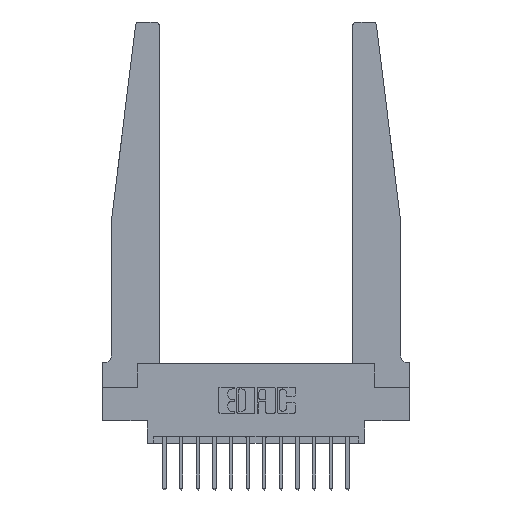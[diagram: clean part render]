
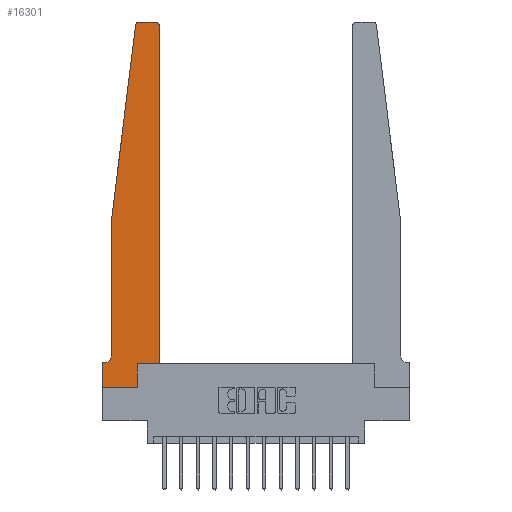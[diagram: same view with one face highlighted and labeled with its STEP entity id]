
A CAD part, top view. The second image highlights one B-rep face of the part: STEP entity #16301.
In plain terms, the highlighted planar face has unit normal (0, 0, 1).
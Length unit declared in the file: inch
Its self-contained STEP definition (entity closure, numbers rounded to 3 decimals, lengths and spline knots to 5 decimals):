
#21 = CARTESIAN_POINT ( 'NONE',  ( 0.425, 0.18, 0.37 ) ) ;
#211 = CIRCLE ( 'NONE', #3041, 0.05 ) ;
#258 = CARTESIAN_POINT ( 'NONE',  ( 0.2605, 0., 0.37 ) ) ;
#500 = ORIENTED_EDGE ( 'NONE', *, *, #8138, .T. ) ;
#516 = PLANE ( 'NONE',  #7715 ) ;
#538 = EDGE_CURVE ( 'NONE', #11180, #10815, #1398, .T. ) ;
#819 = DIRECTION ( 'NONE',  ( 0., 1., 0. ) ) ;
#1313 = CARTESIAN_POINT ( 'NONE',  ( 0.065, 1.25, 0.37 ) ) ;
#1398 = CIRCLE ( 'NONE', #8849, 0.03 ) ;
#1569 = VECTOR ( 'NONE', #11939, 39.37008 ) ;
#1596 = VERTEX_POINT ( 'NONE', #258 ) ;
#1890 = CARTESIAN_POINT ( 'NONE',  ( 0.065, 1.25, 0.37 ) ) ;
#2077 = VECTOR ( 'NONE', #10673, 39.37008 ) ;
#2168 = LINE ( 'NONE', #16294, #12108 ) ;
#2483 = LINE ( 'NONE', #12002, #2077 ) ;
#2594 = CARTESIAN_POINT ( 'NONE',  ( 0.2605, 0.18, 0.37 ) ) ;
#2802 = EDGE_CURVE ( 'NONE', #1596, #13608, #14072, .T. ) ;
#3032 = EDGE_CURVE ( 'NONE', #5438, #11837, #211, .T. ) ;
#3041 = AXIS2_PLACEMENT_3D ( 'NONE', #4389, #13467, #5709 ) ;
#3108 = DIRECTION ( 'NONE',  ( 1., 0., 0. ) ) ;
#3168 = VERTEX_POINT ( 'NONE', #13636 ) ;
#3275 = VECTOR ( 'NONE', #5207, 39.37008 ) ;
#3539 = ORIENTED_EDGE ( 'NONE', *, *, #8816, .T. ) ;
#3623 = ORIENTED_EDGE ( 'NONE', *, *, #3032, .T. ) ;
#3680 = LINE ( 'NONE', #21, #3275 ) ;
#4143 = CARTESIAN_POINT ( 'NONE',  ( 0.25, 2.75, 0.37 ) ) ;
#4318 = VECTOR ( 'NONE', #13451, 39.37008 ) ;
#4389 = CARTESIAN_POINT ( 'NONE',  ( 0.015, 0.2375, 0.37 ) ) ;
#4552 = CARTESIAN_POINT ( 'NONE',  ( 0.395, 2.72, 0.37 ) ) ;
#5207 = DIRECTION ( 'NONE',  ( 1., 0., 0. ) ) ;
#5438 = VERTEX_POINT ( 'NONE', #10495 ) ;
#5543 = ORIENTED_EDGE ( 'NONE', *, *, #8992, .T. ) ;
#5647 = ORIENTED_EDGE ( 'NONE', *, *, #11677, .T. ) ;
#5709 = DIRECTION ( 'NONE',  ( -1., 0., 0. ) ) ;
#5790 = LINE ( 'NONE', #1890, #12281 ) ;
#5878 = DIRECTION ( 'NONE',  ( 1., 0., 0. ) ) ;
#6020 = AXIS2_PLACEMENT_3D ( 'NONE', #4552, #13631, #5878 ) ;
#6595 = CARTESIAN_POINT ( 'NONE',  ( 0., 0., 0.37 ) ) ;
#6679 = CARTESIAN_POINT ( 'NONE',  ( 0., 0., 0.37 ) ) ;
#6821 = EDGE_CURVE ( 'NONE', #10815, #9405, #5790, .T. ) ;
#7624 = VERTEX_POINT ( 'NONE', #16389 ) ;
#7715 = AXIS2_PLACEMENT_3D ( 'NONE', #9556, #10859, #3108 ) ;
#7766 = LINE ( 'NONE', #8245, #4318 ) ;
#7793 = DIRECTION ( 'NONE',  ( 0., 1., 0. ) ) ;
#8138 = EDGE_CURVE ( 'NONE', #12800, #3168, #8172, .T. ) ;
#8172 = CIRCLE ( 'NONE', #6020, 0.03 ) ;
#8245 = CARTESIAN_POINT ( 'NONE',  ( 0.065, 1.25, 0.37 ) ) ;
#8462 = LINE ( 'NONE', #4143, #1569 ) ;
#8561 = CARTESIAN_POINT ( 'NONE',  ( 0.425, 0.18, 0.37 ) ) ;
#8816 = EDGE_CURVE ( 'NONE', #7624, #12800, #15657, .T. ) ;
#8849 = AXIS2_PLACEMENT_3D ( 'NONE', #12925, #15998, #9382 ) ;
#8992 = EDGE_CURVE ( 'NONE', #13608, #7624, #3680, .T. ) ;
#9103 = EDGE_CURVE ( 'NONE', #16743, #1596, #12808, .T. ) ;
#9247 = CARTESIAN_POINT ( 'NONE',  ( 0., 0.1875, 0.37 ) ) ;
#9382 = DIRECTION ( 'NONE',  ( 1., 0., 0. ) ) ;
#9405 = VERTEX_POINT ( 'NONE', #1313 ) ;
#9556 = CARTESIAN_POINT ( 'NONE',  ( 0., 0.1875, 0.37 ) ) ;
#9605 = CARTESIAN_POINT ( 'NONE',  ( 0.27653, 2.75, 0.37 ) ) ;
#9634 = DIRECTION ( 'NONE',  ( -0.122, -0.992, 0. ) ) ;
#9915 = ORIENTED_EDGE ( 'NONE', *, *, #15268, .T. ) ;
#10012 = ORIENTED_EDGE ( 'NONE', *, *, #9103, .T. ) ;
#10030 = EDGE_CURVE ( 'NONE', #9405, #5438, #7766, .T. ) ;
#10255 = ORIENTED_EDGE ( 'NONE', *, *, #538, .T. ) ;
#10495 = CARTESIAN_POINT ( 'NONE',  ( 0.065, 0.2375, 0.37 ) ) ;
#10673 = DIRECTION ( 'NONE',  ( -1., 0., 0. ) ) ;
#10815 = VERTEX_POINT ( 'NONE', #15133 ) ;
#10859 = DIRECTION ( 'NONE',  ( 0., 0., 1. ) ) ;
#11180 = VERTEX_POINT ( 'NONE', #9605 ) ;
#11396 = CARTESIAN_POINT ( 'NONE',  ( 0.425, 2.72, 0.37 ) ) ;
#11677 = EDGE_CURVE ( 'NONE', #11837, #15504, #2483, .T. ) ;
#11837 = VERTEX_POINT ( 'NONE', #13690 ) ;
#11939 = DIRECTION ( 'NONE',  ( -1., 0., 0. ) ) ;
#12002 = CARTESIAN_POINT ( 'NONE',  ( 0.065, 0.1875, 0.37 ) ) ;
#12108 = VECTOR ( 'NONE', #14990, 39.37008 ) ;
#12281 = VECTOR ( 'NONE', #9634, 39.37008 ) ;
#12689 = ORIENTED_EDGE ( 'NONE', *, *, #10030, .T. ) ;
#12800 = VERTEX_POINT ( 'NONE', #11396 ) ;
#12808 = LINE ( 'NONE', #6679, #15049 ) ;
#12925 = CARTESIAN_POINT ( 'NONE',  ( 0.27653, 2.72, 0.37 ) ) ;
#13451 = DIRECTION ( 'NONE',  ( 0., -1., 0. ) ) ;
#13467 = DIRECTION ( 'NONE',  ( 0., 0., -1. ) ) ;
#13608 = VERTEX_POINT ( 'NONE', #15974 ) ;
#13631 = DIRECTION ( 'NONE',  ( 0., 0., 1. ) ) ;
#13636 = CARTESIAN_POINT ( 'NONE',  ( 0.395, 2.75, 0.37 ) ) ;
#13686 = VECTOR ( 'NONE', #7793, 39.37008 ) ;
#13690 = CARTESIAN_POINT ( 'NONE',  ( 0.015, 0.1875, 0.37 ) ) ;
#14072 = LINE ( 'NONE', #2594, #13686 ) ;
#14505 = DIRECTION ( 'NONE',  ( 1., 0., 0. ) ) ;
#14990 = DIRECTION ( 'NONE',  ( 0., -1., 0. ) ) ;
#15046 = EDGE_CURVE ( 'NONE', #3168, #11180, #8462, .T. ) ;
#15049 = VECTOR ( 'NONE', #14505, 39.37008 ) ;
#15113 = FACE_OUTER_BOUND ( 'NONE', #15371, .T. ) ;
#15133 = CARTESIAN_POINT ( 'NONE',  ( 0.24675, 2.72367, 0.37 ) ) ;
#15268 = EDGE_CURVE ( 'NONE', #15504, #16743, #2168, .T. ) ;
#15335 = ORIENTED_EDGE ( 'NONE', *, *, #15046, .T. ) ;
#15371 = EDGE_LOOP ( 'NONE', ( #15335, #10255, #16704, #12689, #3623, #5647, #9915, #10012, #15833, #5543, #3539, #500 ) ) ;
#15504 = VERTEX_POINT ( 'NONE', #9247 ) ;
#15657 = LINE ( 'NONE', #8561, #16078 ) ;
#15833 = ORIENTED_EDGE ( 'NONE', *, *, #2802, .T. ) ;
#15974 = CARTESIAN_POINT ( 'NONE',  ( 0.2605, 0.18, 0.37 ) ) ;
#15998 = DIRECTION ( 'NONE',  ( 0., 0., 1. ) ) ;
#16078 = VECTOR ( 'NONE', #819, 39.37008 ) ;
#16294 = CARTESIAN_POINT ( 'NONE',  ( 0., 0., 0.37 ) ) ;
#16301 = ADVANCED_FACE ( 'NONE', ( #15113 ), #516, .T. ) ;
#16389 = CARTESIAN_POINT ( 'NONE',  ( 0.425, 0.18, 0.37 ) ) ;
#16704 = ORIENTED_EDGE ( 'NONE', *, *, #6821, .T. ) ;
#16743 = VERTEX_POINT ( 'NONE', #6595 ) ;
